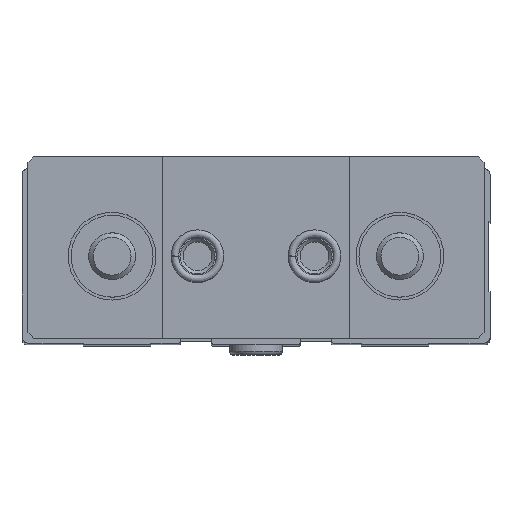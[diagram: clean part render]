
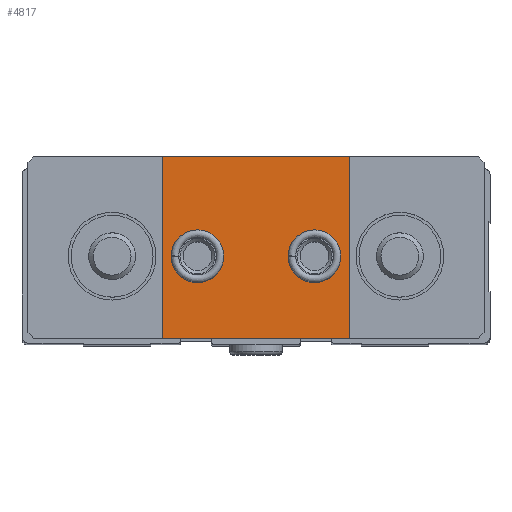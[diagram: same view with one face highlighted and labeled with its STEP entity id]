
A CAD part, top view. The second image highlights one B-rep face of the part: STEP entity #4817.
In plain terms, the highlighted planar face has unit normal (0, 0, 1).
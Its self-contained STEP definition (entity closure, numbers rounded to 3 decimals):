
#156=PLANE('',#5381);
#511=CIRCLE('',#5382,4.5);
#512=CIRCLE('',#5383,4.5);
#1415=ORIENTED_EDGE('',*,*,#2259,.F.);
#1416=ORIENTED_EDGE('',*,*,#2260,.F.);
#1417=ORIENTED_EDGE('',*,*,#2237,.T.);
#1418=ORIENTED_EDGE('',*,*,#2261,.T.);
#1419=ORIENTED_EDGE('',*,*,#2227,.T.);
#1420=ORIENTED_EDGE('',*,*,#2262,.T.);
#2227=EDGE_CURVE('',#2749,#2748,#3125,.T.);
#2237=EDGE_CURVE('',#2757,#2756,#3135,.T.);
#2259=EDGE_CURVE('',#2767,#2767,#511,.T.);
#2260=EDGE_CURVE('',#2768,#2768,#512,.T.);
#2261=EDGE_CURVE('',#2756,#2749,#3152,.T.);
#2262=EDGE_CURVE('',#2748,#2757,#3153,.T.);
#2748=VERTEX_POINT('',#8060);
#2749=VERTEX_POINT('',#8062);
#2756=VERTEX_POINT('',#8080);
#2757=VERTEX_POINT('',#8082);
#2767=VERTEX_POINT('',#8119);
#2768=VERTEX_POINT('',#8121);
#3125=LINE('',#8061,#3432);
#3135=LINE('',#8081,#3442);
#3152=LINE('',#8122,#3459);
#3153=LINE('',#8123,#3460);
#3432=VECTOR('',#6562,1000.);
#3442=VECTOR('',#6576,1000.);
#3459=VECTOR('',#6617,1000.);
#3460=VECTOR('',#6618,1000.);
#3790=EDGE_LOOP('',(#1415));
#3791=EDGE_LOOP('',(#1416));
#3792=EDGE_LOOP('',(#1417,#1418,#1419,#1420));
#4308=FACE_BOUND('',#3790,.T.);
#4309=FACE_BOUND('',#3791,.T.);
#4310=FACE_BOUND('',#3792,.T.);
#4817=ADVANCED_FACE('',(#4308,#4309,#4310),#156,.T.);
#5381=AXIS2_PLACEMENT_3D('',#8117,#6611,#6612);
#5382=AXIS2_PLACEMENT_3D('',#8118,#6613,#6614);
#5383=AXIS2_PLACEMENT_3D('',#8120,#6615,#6616);
#6562=DIRECTION('',(-1.,0.,0.));
#6576=DIRECTION('',(1.,0.,0.));
#6611=DIRECTION('',(0.,0.,1.));
#6612=DIRECTION('',(1.,0.,0.));
#6613=DIRECTION('',(0.,0.,1.));
#6614=DIRECTION('',(1.,0.,0.));
#6615=DIRECTION('',(0.,0.,1.));
#6616=DIRECTION('',(1.,0.,0.));
#6617=DIRECTION('',(0.,1.,0.));
#6618=DIRECTION('',(0.,-1.,0.));
#8060=CARTESIAN_POINT('',(-16.,17.,22.));
#8061=CARTESIAN_POINT('',(39.,17.,22.));
#8062=CARTESIAN_POINT('',(16.,17.,22.));
#8080=CARTESIAN_POINT('',(16.,-14.,22.));
#8081=CARTESIAN_POINT('',(-39.,-14.,22.));
#8082=CARTESIAN_POINT('',(-16.,-14.,22.));
#8117=CARTESIAN_POINT('',(0.,0.,22.));
#8118=CARTESIAN_POINT('',(-10.,0.,22.));
#8119=CARTESIAN_POINT('',(-5.5,0.,22.));
#8120=CARTESIAN_POINT('',(10.,0.,22.));
#8121=CARTESIAN_POINT('',(14.5,0.,22.));
#8122=CARTESIAN_POINT('',(16.,0.,22.));
#8123=CARTESIAN_POINT('',(-16.,0.,22.));
